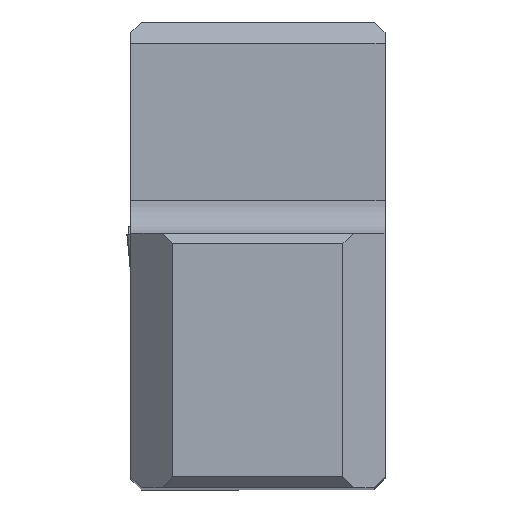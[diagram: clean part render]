
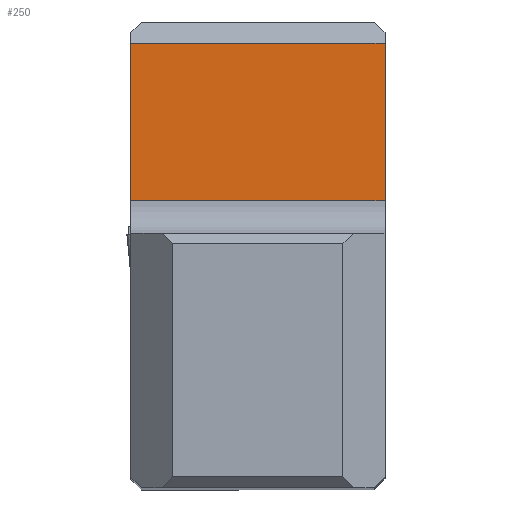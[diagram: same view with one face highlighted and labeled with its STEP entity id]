
A CAD part, top view. The second image highlights one B-rep face of the part: STEP entity #250.
In plain terms, the highlighted planar face has unit normal (0, 0, 1).
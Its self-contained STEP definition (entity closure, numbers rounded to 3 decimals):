
#250=ADVANCED_FACE('SHANK_NECK_TOP',(#408),#352,.T.);
#352=PLANE('',#2025);
#408=FACE_OUTER_BOUND('',#513,.T.);
#513=EDGE_LOOP('',(#742,#743,#744,#745));
#742=ORIENTED_EDGE('',*,*,#1409,.F.);
#743=ORIENTED_EDGE('',*,*,#1440,.T.);
#744=ORIENTED_EDGE('',*,*,#1390,.F.);
#745=ORIENTED_EDGE('',*,*,#1441,.T.);
#1215=VERTEX_POINT('',#2639);
#1216=VERTEX_POINT('',#2641);
#1232=VERTEX_POINT('',#2678);
#1233=VERTEX_POINT('',#2680);
#1390=EDGE_CURVE('',#1215,#1216,#1658,.T.);
#1409=EDGE_CURVE('',#1232,#1233,#1677,.T.);
#1440=EDGE_CURVE('',#1232,#1216,#1701,.T.);
#1441=EDGE_CURVE('',#1215,#1233,#1702,.T.);
#1658=LINE('',#2640,#1811);
#1677=LINE('',#2679,#1830);
#1701=LINE('',#2772,#1854);
#1702=LINE('',#2773,#1855);
#1811=VECTOR('',#2171,1.);
#1830=VECTOR('',#2196,1.);
#1854=VECTOR('',#2252,1.);
#1855=VECTOR('',#2253,1.);
#2025=AXIS2_PLACEMENT_3D('',#2774,#2254,#2255);
#2171=DIRECTION('',(0.,1.,0.));
#2196=DIRECTION('',(0.,-1.,0.));
#2252=DIRECTION('',(-1.,0.,0.));
#2253=DIRECTION('',(1.,0.,0.));
#2254=DIRECTION('',(0.,0.,1.));
#2255=DIRECTION('',(1.,0.,0.));
#2639=CARTESIAN_POINT('',(-11.975,13.575,-42.));
#2640=CARTESIAN_POINT('',(-11.975,22.,-42.));
#2641=CARTESIAN_POINT('',(-11.975,21.,-42.));
#2678=CARTESIAN_POINT('',(0.,21.,-42.));
#2679=CARTESIAN_POINT('',(0.,22.,-42.));
#2680=CARTESIAN_POINT('',(0.,13.575,-42.));
#2772=CARTESIAN_POINT('',(-35.988,21.,-42.));
#2773=CARTESIAN_POINT('',(-35.988,13.575,-42.));
#2774=CARTESIAN_POINT('',(-35.988,22.,-42.));
